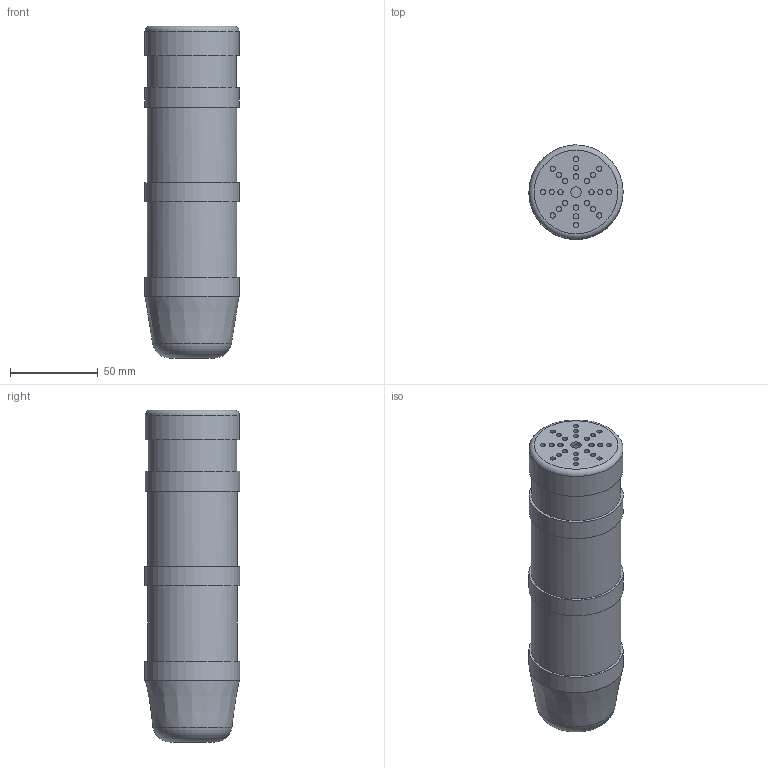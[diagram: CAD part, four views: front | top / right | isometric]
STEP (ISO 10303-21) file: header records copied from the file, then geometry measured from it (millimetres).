
FILE_DESCRIPTION((''),'2;1');
FILE_NAME('127325.stp','2019-09-30T08:29:57',('e.eickhoff'),(''),'Autodesk Inventor 2012','Autodesk Inventor 2012','');
FILE_SCHEMA(('AUTOMOTIVE_DESIGN { 1 0 10303 214 1 1 1 1 }'));
Length unit declared in the file: millimetre
Products named in the file (7): 127325; Grundmodule; Weiß; Summer; Summer 50mm; Deckel 50mm; Gelb
Assembly tree (6 placements, depth 3):
  127325
    Grundmodule
    Weiß
    Summer
      Summer 50mm
      Deckel 50mm
    Gelb
Bounding box: 53.8 x 54.3 x 189.4 mm (x, y, z)
Volume: 143230.6 mm3; surface area: 93107.2 mm2
Topology: 5 solids, 5 shells, 115 faces, 229 edges, 152 vertices
Faces by surface type: cylinder 59, plane 52, torus 3, cone 1
Full cylindrical faces by diameter (mm): 3 x24, 6 x1, 12 x1, 14 x1, 15.2 x2, 16.5 x1, 19.2 x2, 32.8 x1, 34.8 x1, 42.6 x2, 44.6 x2, 45.5 x1, 46.4 x2, 46.8 x1, 47.9 x2, 48.5 x1, 48.9 x2, 49 x3, 49.3 x1, 50.6 x1, 50.7 x1, 51.2 x2, 53.7 x1, 53.8 x1
Entity records: 3160 total; most frequent: DIRECTION 546, CARTESIAN_POINT 442, ORIENTED_EDGE 330, EDGE_LOOP 258, AXIS2_PLACEMENT_3D 253, EDGE_CURVE 165, VERTEX_POINT 149, FACE_BOUND 143
